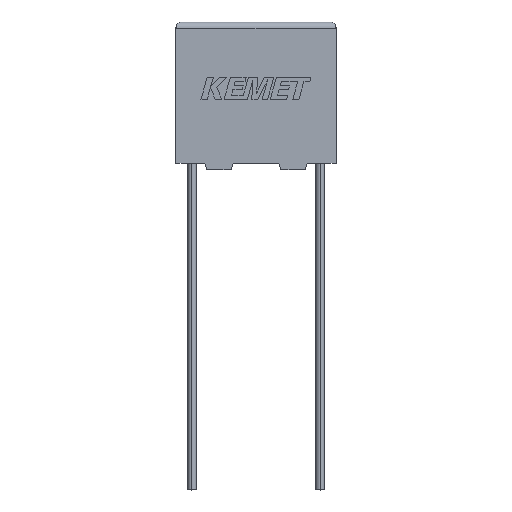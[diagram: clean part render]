
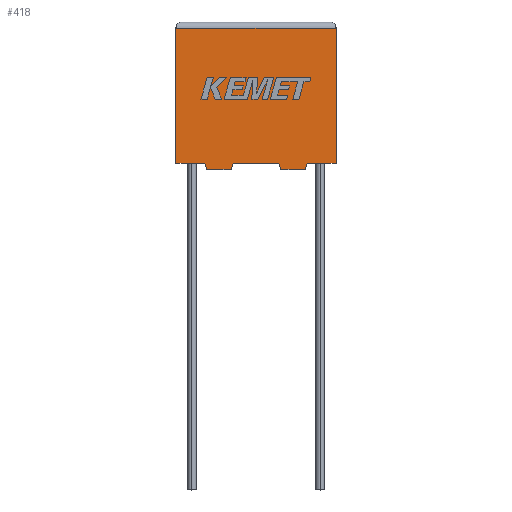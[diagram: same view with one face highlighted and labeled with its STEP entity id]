
A CAD part, top view. The second image highlights one B-rep face of the part: STEP entity #418.
In plain terms, the highlighted planar face has unit normal (0, 0, 1).
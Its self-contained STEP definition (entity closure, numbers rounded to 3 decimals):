
#11 = CARTESIAN_POINT ( 'NONE',  ( 12.5, 10.5, 5.5 ) ) ;
#42 = EDGE_LOOP ( 'NONE', ( #1043, #3100, #2898, #1952, #478, #1571, #2214, #2225, #1868, #1620, #53, #200 ) ) ;
#53 = ORIENTED_EDGE ( 'NONE', *, *, #1405, .F. ) ;
#54 = LINE ( 'NONE', #1449, #3217 ) ;
#58 = EDGE_CURVE ( 'NONE', #1745, #1531, #2171, .T. ) ;
#80 = DIRECTION ( 'NONE',  ( -1., 0., 0. ) ) ;
#98 = CARTESIAN_POINT ( 'NONE',  ( 10.25, 0., 5.5 ) ) ;
#99 = LINE ( 'NONE', #1312, #2791 ) ;
#200 = ORIENTED_EDGE ( 'NONE', *, *, #3097, .T. ) ;
#243 = DIRECTION ( 'NONE',  ( 1., 0., 0. ) ) ;
#310 = CARTESIAN_POINT ( 'NONE',  ( 0., 0., 5.5 ) ) ;
#325 = EDGE_CURVE ( 'NONE', #1531, #1941, #2485, .T. ) ;
#362 = LINE ( 'NONE', #2103, #2263 ) ;
#400 = LINE ( 'NONE', #2296, #2095 ) ;
#402 = EDGE_CURVE ( 'NONE', #2640, #1745, #400, .T. ) ;
#418 = ADVANCED_FACE ( 'NONE', ( #1638 ), #2580, .F. ) ;
#431 = EDGE_CURVE ( 'NONE', #844, #2640, #2291, .T. ) ;
#478 = ORIENTED_EDGE ( 'NONE', *, *, #431, .T. ) ;
#554 = VERTEX_POINT ( 'NONE', #3155 ) ;
#560 = CARTESIAN_POINT ( 'NONE',  ( 2.4, -0.5, 5.5 ) ) ;
#566 = DIRECTION ( 'NONE',  ( -1., 0., 0. ) ) ;
#595 = DIRECTION ( 'NONE',  ( 0.287, 0.958, 0. ) ) ;
#622 = DIRECTION ( 'NONE',  ( -0.287, 0.958, 0. ) ) ;
#661 = LINE ( 'NONE', #2499, #1005 ) ;
#767 = CARTESIAN_POINT ( 'NONE',  ( 0., 0., 5.5 ) ) ;
#815 = AXIS2_PLACEMENT_3D ( 'NONE', #310, #846, #566 ) ;
#816 = VECTOR ( 'NONE', #996, 1000. ) ;
#839 = VERTEX_POINT ( 'NONE', #11 ) ;
#844 = VERTEX_POINT ( 'NONE', #907 ) ;
#846 = DIRECTION ( 'NONE',  ( 0., 0., -1. ) ) ;
#907 = CARTESIAN_POINT ( 'NONE',  ( 2.25, 0., 5.5 ) ) ;
#929 = CARTESIAN_POINT ( 'NONE',  ( 4.313, -0.5, 5.5 ) ) ;
#966 = VECTOR ( 'NONE', #2077, 1000. ) ;
#994 = EDGE_CURVE ( 'NONE', #2344, #839, #661, .T. ) ;
#996 = DIRECTION ( 'NONE',  ( 1., 0., 0. ) ) ;
#1005 = VECTOR ( 'NONE', #1500, 1000. ) ;
#1043 = ORIENTED_EDGE ( 'NONE', *, *, #994, .T. ) ;
#1059 = CARTESIAN_POINT ( 'NONE',  ( 8.037, 0., 5.5 ) ) ;
#1075 = CARTESIAN_POINT ( 'NONE',  ( 0., 10.5, 5.5 ) ) ;
#1077 = VERTEX_POINT ( 'NONE', #1075 ) ;
#1190 = VECTOR ( 'NONE', #2702, 1000. ) ;
#1207 = LINE ( 'NONE', #2222, #3140 ) ;
#1300 = CARTESIAN_POINT ( 'NONE',  ( 12.5, 0., 5.5 ) ) ;
#1312 = CARTESIAN_POINT ( 'NONE',  ( 10.1, -0.5, 5.5 ) ) ;
#1330 = CARTESIAN_POINT ( 'NONE',  ( 2.25, 0., 5.5 ) ) ;
#1405 = EDGE_CURVE ( 'NONE', #2708, #1588, #2441, .T. ) ;
#1449 = CARTESIAN_POINT ( 'NONE',  ( 0., 0., 5.5 ) ) ;
#1482 = DIRECTION ( 'NONE',  ( 0., -1., 0. ) ) ;
#1500 = DIRECTION ( 'NONE',  ( 0., 1., 0. ) ) ;
#1531 = VERTEX_POINT ( 'NONE', #2246 ) ;
#1571 = ORIENTED_EDGE ( 'NONE', *, *, #402, .T. ) ;
#1588 = VERTEX_POINT ( 'NONE', #3039 ) ;
#1620 = ORIENTED_EDGE ( 'NONE', *, *, #1654, .F. ) ;
#1638 = FACE_OUTER_BOUND ( 'NONE', #42, .T. ) ;
#1654 = EDGE_CURVE ( 'NONE', #1588, #554, #99, .T. ) ;
#1734 = CARTESIAN_POINT ( 'NONE',  ( 0., 0., 5.5 ) ) ;
#1745 = VERTEX_POINT ( 'NONE', #2874 ) ;
#1868 = ORIENTED_EDGE ( 'NONE', *, *, #2815, .F. ) ;
#1933 = LINE ( 'NONE', #1960, #2927 ) ;
#1941 = VERTEX_POINT ( 'NONE', #1059 ) ;
#1952 = ORIENTED_EDGE ( 'NONE', *, *, #3232, .T. ) ;
#1960 = CARTESIAN_POINT ( 'NONE',  ( 0., 10.5, 5.5 ) ) ;
#2077 = DIRECTION ( 'NONE',  ( 0.287, -0.958, 0. ) ) ;
#2084 = CARTESIAN_POINT ( 'NONE',  ( 8.188, -0.5, 5.5 ) ) ;
#2095 = VECTOR ( 'NONE', #2553, 1000. ) ;
#2103 = CARTESIAN_POINT ( 'NONE',  ( 0., 0., 5.5 ) ) ;
#2171 = LINE ( 'NONE', #929, #2722 ) ;
#2214 = ORIENTED_EDGE ( 'NONE', *, *, #58, .T. ) ;
#2222 = CARTESIAN_POINT ( 'NONE',  ( 0., 0., 5.5 ) ) ;
#2225 = ORIENTED_EDGE ( 'NONE', *, *, #325, .T. ) ;
#2246 = CARTESIAN_POINT ( 'NONE',  ( 4.463, 0., 5.5 ) ) ;
#2263 = VECTOR ( 'NONE', #2838, 1000. ) ;
#2291 = LINE ( 'NONE', #1330, #966 ) ;
#2296 = CARTESIAN_POINT ( 'NONE',  ( 2.4, -0.5, 5.5 ) ) ;
#2344 = VERTEX_POINT ( 'NONE', #1300 ) ;
#2430 = VECTOR ( 'NONE', #622, 1000. ) ;
#2441 = LINE ( 'NONE', #3193, #1190 ) ;
#2462 = DIRECTION ( 'NONE',  ( -1., 0., 0. ) ) ;
#2474 = EDGE_CURVE ( 'NONE', #1077, #2503, #54, .T. ) ;
#2485 = LINE ( 'NONE', #767, #816 ) ;
#2499 = CARTESIAN_POINT ( 'NONE',  ( 12.5, 0., 5.5 ) ) ;
#2503 = VERTEX_POINT ( 'NONE', #1734 ) ;
#2553 = DIRECTION ( 'NONE',  ( 1., 0., 0. ) ) ;
#2580 = PLANE ( 'NONE',  #815 ) ;
#2640 = VERTEX_POINT ( 'NONE', #560 ) ;
#2702 = DIRECTION ( 'NONE',  ( -0.287, -0.958, 0. ) ) ;
#2708 = VERTEX_POINT ( 'NONE', #98 ) ;
#2722 = VECTOR ( 'NONE', #595, 1000. ) ;
#2791 = VECTOR ( 'NONE', #80, 1000. ) ;
#2815 = EDGE_CURVE ( 'NONE', #554, #1941, #3019, .T. ) ;
#2838 = DIRECTION ( 'NONE',  ( 1., 0., 0. ) ) ;
#2874 = CARTESIAN_POINT ( 'NONE',  ( 4.313, -0.5, 5.5 ) ) ;
#2898 = ORIENTED_EDGE ( 'NONE', *, *, #2474, .T. ) ;
#2927 = VECTOR ( 'NONE', #2462, 1000. ) ;
#3019 = LINE ( 'NONE', #2084, #2430 ) ;
#3039 = CARTESIAN_POINT ( 'NONE',  ( 10.1, -0.5, 5.5 ) ) ;
#3071 = EDGE_CURVE ( 'NONE', #839, #1077, #1933, .T. ) ;
#3097 = EDGE_CURVE ( 'NONE', #2708, #2344, #1207, .T. ) ;
#3100 = ORIENTED_EDGE ( 'NONE', *, *, #3071, .T. ) ;
#3140 = VECTOR ( 'NONE', #243, 1000. ) ;
#3155 = CARTESIAN_POINT ( 'NONE',  ( 8.188, -0.5, 5.5 ) ) ;
#3193 = CARTESIAN_POINT ( 'NONE',  ( 10.25, 0., 5.5 ) ) ;
#3217 = VECTOR ( 'NONE', #1482, 1000. ) ;
#3232 = EDGE_CURVE ( 'NONE', #2503, #844, #362, .T. ) ;
